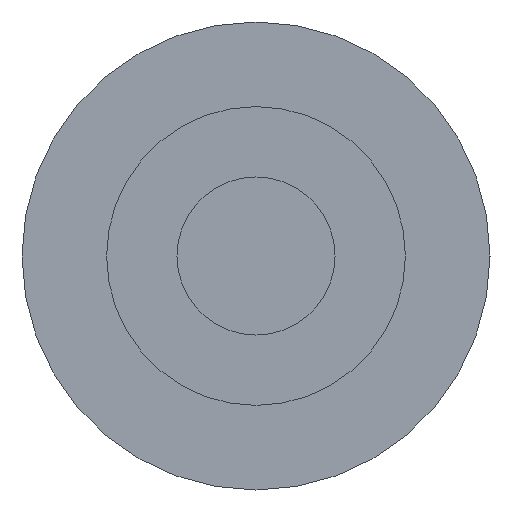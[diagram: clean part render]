
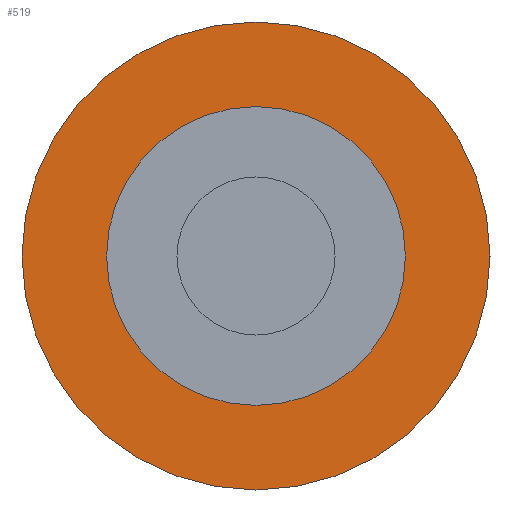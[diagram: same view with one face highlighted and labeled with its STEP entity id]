
A CAD part, left-side view. The second image highlights one B-rep face of the part: STEP entity #519.
In plain terms, the highlighted planar face has unit normal (-1, 0, 0).
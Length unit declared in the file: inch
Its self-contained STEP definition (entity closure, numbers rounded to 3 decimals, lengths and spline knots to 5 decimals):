
#374=FACE_BOUND('',#868,.T.);
#375=FACE_BOUND('',#869,.T.);
#519=ADVANCED_FACE('',(#374,#375),#592,.F.);
#592=PLANE('',#1852);
#868=EDGE_LOOP('',(#1148));
#869=EDGE_LOOP('',(#1149));
#1148=ORIENTED_EDGE('',*,*,#1433,.F.);
#1149=ORIENTED_EDGE('',*,*,#1432,.T.);
#1292=VERTEX_POINT('',#2832);
#1293=VERTEX_POINT('',#2835);
#1432=EDGE_CURVE('',#1292,#1292,#1572,.T.);
#1433=EDGE_CURVE('',#1293,#1293,#1573,.T.);
#1572=CIRCLE('',#1849,0.37);
#1573=CIRCLE('',#1851,0.23622);
#1849=AXIS2_PLACEMENT_3D('',#2831,#2404,#2405);
#1851=AXIS2_PLACEMENT_3D('',#2834,#2408,#2409);
#1852=AXIS2_PLACEMENT_3D('',#2836,#2410,#2411);
#2404=DIRECTION('',(-1.,0.,0.));
#2405=DIRECTION('',(0.,0.,1.));
#2408=DIRECTION('',(-1.,0.,0.));
#2409=DIRECTION('',(0.,0.,1.));
#2410=DIRECTION('',(1.,0.,0.));
#2411=DIRECTION('',(0.,0.,-1.));
#2831=CARTESIAN_POINT('',(0.9455,0.,0.));
#2832=CARTESIAN_POINT('',(0.9455,0.,0.37));
#2834=CARTESIAN_POINT('',(0.9455,0.,0.));
#2835=CARTESIAN_POINT('',(0.9455,0.,0.23622));
#2836=CARTESIAN_POINT('',(0.9455,0.,0.37));
